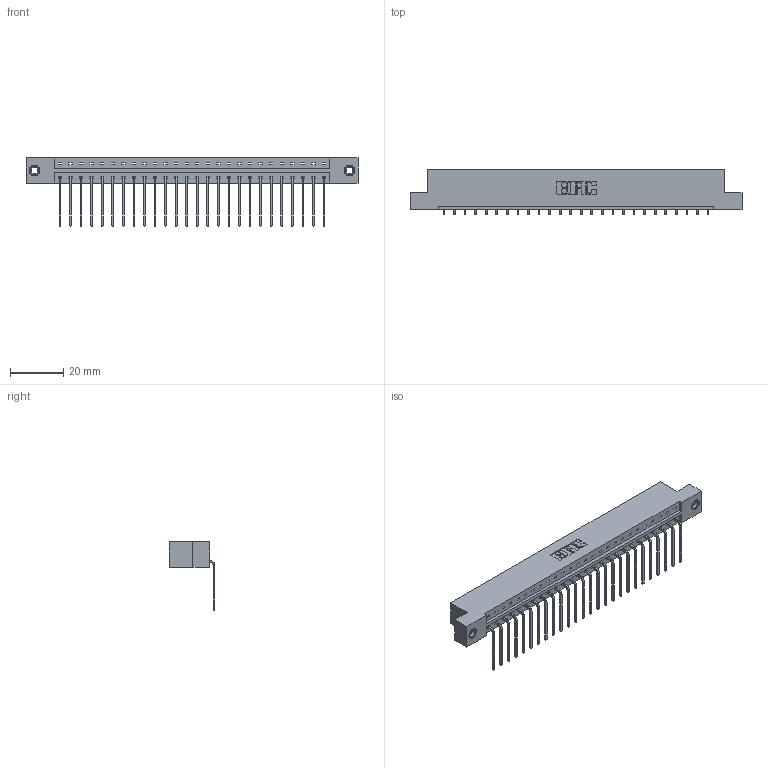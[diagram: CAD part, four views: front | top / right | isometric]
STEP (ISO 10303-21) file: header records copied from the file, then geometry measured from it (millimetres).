
FILE_DESCRIPTION (( 'STEP AP203' ), '1' );
FILE_NAME ('833-026-559-107.STEP', '2020-06-02T05:46:44', ( '' ), ( '' ), 'SwSTEP 2.0', 'SolidWorks 2020', '' );
FILE_SCHEMA (( 'CONFIG_CONTROL_DESIGN' ));
Length unit declared in the file: inch
Products named in the file (4): 345-292-001_558 559 Tail - 1; 345-250-001_345-250-005-103; 833 Part_Flush - .156 Dia - TI; 833-026-559-107
Assembly tree (29 placements, depth 2):
  833-026-559-107
    833 Part_Flush - .156 Dia - TI
    345-292-001_558 559 Tail - 1  x26
    345-250-001_345-250-005-103  x2
Bounding box: 124.56 x 17.09 x 25.53 mm (x, y, z)
Volume: 12469.9 mm3; surface area: 13956.2 mm2
Topology: 29 solids, 29 shells, 1734 faces, 5179 edges, 3410 vertices
Faces by surface type: plane 1246, cylinder 472, cone 12, torus 4
Entity records: 19234 total; most frequent: CARTESIAN_POINT 3303, ORIENTED_EDGE 3258, DIRECTION 2851, EDGE_CURVE 1629, VECTOR 1481, LINE 1481, VERTEX_POINT 1080, AXIS2_PLACEMENT_3D 685
